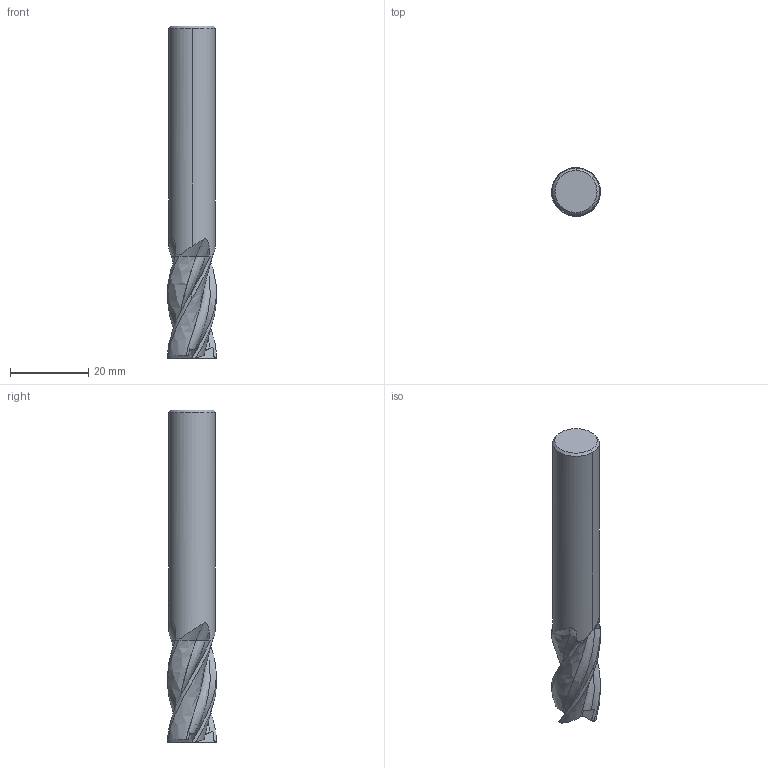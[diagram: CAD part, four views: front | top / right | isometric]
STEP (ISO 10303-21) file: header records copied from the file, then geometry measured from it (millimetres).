
FILE_DESCRIPTION(('no description'),'unknown implementation level');
FILE_NAME('solidsL54FZJzvZdKdDd8zRki9_6fPoE_1.STP',' ',('CIM GmbH Aachen'),('CADClick - KiM GmbH - www.kimweb.de'),'unknown preprocess','ACIS','unknown authorization');
FILE_SCHEMA(('automotive_design'));
Length unit declared in the file: millimetre
Products named in the file (2): 1; 2
Bounding box: 12.5 x 12.5 x 85 mm (x, y, z)
Volume: 8271.3 mm3; surface area: 3678.4 mm2
Topology: 2 solids, 2 shells, 85 faces, 239 edges, 157 vertices
Faces by surface type: plane 34, bspline 16, cylinder 13, revolution 12, cone 10
Entity records: 10192 total; most frequent: CARTESIAN_POINT 5508, STYLED_ITEM 483, PRESENTATION_STYLE_ASSIGNMENT 483, COLOUR_RGB 483, ORIENTED_EDGE 478, DIRECTION 316, EDGE_CURVE 239, CURVE_STYLE 239
